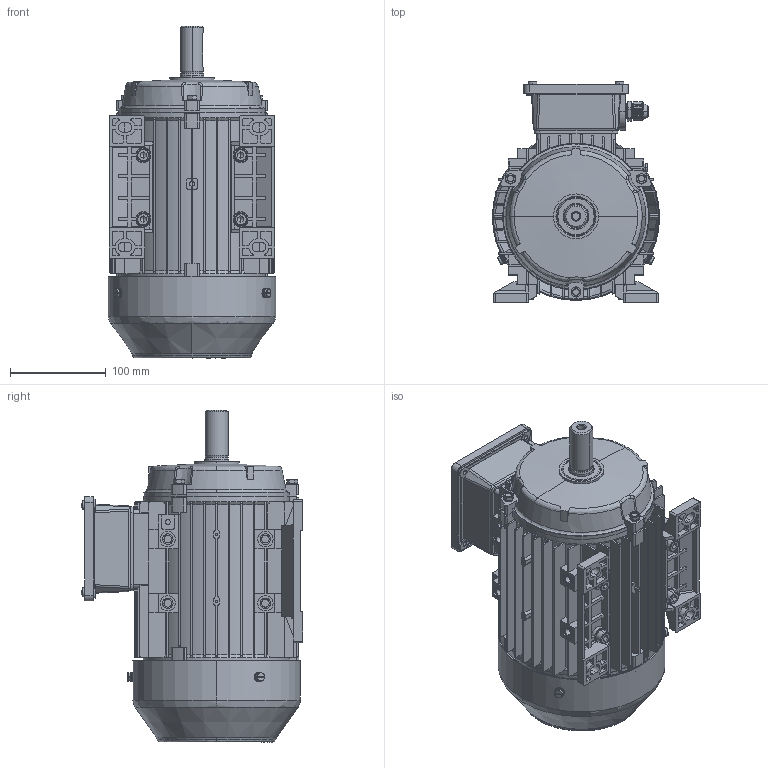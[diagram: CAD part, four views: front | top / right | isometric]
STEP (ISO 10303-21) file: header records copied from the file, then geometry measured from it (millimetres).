
FILE_DESCRIPTION (( 'STEP AP203' ), '1' );
FILE_NAME ('JL3-90L-B3.step', '2018-12-14T09:01:43', ( '' ), ( '' ), 'SwSTEP 2.0', 'SolidWorks 2018', '' );
FILE_SCHEMA (( 'CONFIG_CONTROL_DESIGN' ));
Products named in the file (1): JL3-90L-B3
Bounding box: 175 x 231.42 x 347 mm (x, y, z)
Volume: 1279069.1 mm3; surface area: 819840.6 mm2
Topology: 52 solids, 52 shells, 3703 faces, 10046 edges, 6509 vertices
Faces by surface type: plane 1569, cylinder 1394, bspline 460, cone 272, sphere 8
Entity records: 349548 total; most frequent: CARTESIAN_POINT 258281, ORIENTED_EDGE 20064, DIRECTION 18028, EDGE_CURVE 10032, AXIS2_PLACEMENT_3D 6573, VERTEX_POINT 6509, VECTOR 4882, LINE 4882
